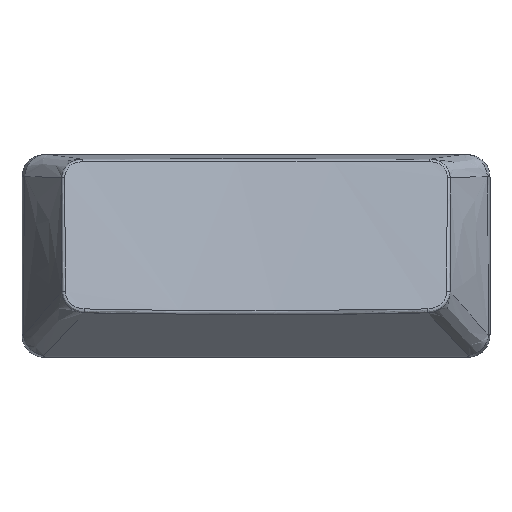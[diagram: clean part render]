
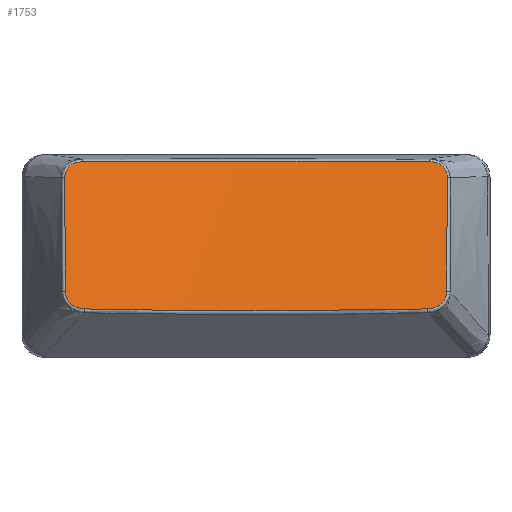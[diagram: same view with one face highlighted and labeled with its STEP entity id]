
A CAD part, top view. The second image highlights one B-rep face of the part: STEP entity #1753.
In plain terms, the highlighted free-form (B-spline) face has degree [1, 2] with [2, 3] control points.
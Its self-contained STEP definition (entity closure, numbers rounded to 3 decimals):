
#14=(
BOUNDED_SURFACE()
B_SPLINE_SURFACE(1,2,((#3953,#3954,#3955),(#3956,#3957,#3958)),
 .UNSPECIFIED.,.F.,.F.,.F.)
B_SPLINE_SURFACE_WITH_KNOTS((2,2),(3,3),(0.307,0.358),
(-1.633,-1.509),.UNSPECIFIED.)
GEOMETRIC_REPRESENTATION_ITEM()
RATIONAL_B_SPLINE_SURFACE(((1.,0.998,1.),(1.,0.998,
1.)))
REPRESENTATION_ITEM('')
SURFACE()
);
#159=B_SPLINE_CURVE_WITH_KNOTS('',3,(#3683,#3684,#3685,#3686),
 .UNSPECIFIED.,.F.,.F.,(4,4),(0.,1.061),.UNSPECIFIED.);
#160=B_SPLINE_CURVE_WITH_KNOTS('',3,(#3719,#3720,#3721,#3722,#3723,#3724),
 .UNSPECIFIED.,.F.,.F.,(4,1,1,4),(0.,0.07,0.139,
0.243),.UNSPECIFIED.);
#161=B_SPLINE_CURVE_WITH_KNOTS('',3,(#3747,#3748,#3749,#3750),
 .UNSPECIFIED.,.F.,.F.,(4,4),(0.,3.119),.UNSPECIFIED.);
#162=B_SPLINE_CURVE_WITH_KNOTS('',3,(#3783,#3784,#3785,#3786,#3787,#3788),
 .UNSPECIFIED.,.F.,.F.,(4,1,1,4),(0.,0.104,
0.174,0.243),.UNSPECIFIED.);
#164=B_SPLINE_CURVE_WITH_KNOTS('',3,(#3816,#3817,#3818,#3819),
 .UNSPECIFIED.,.F.,.F.,(4,4),(0.,1.061),
 .UNSPECIFIED.);
#166=B_SPLINE_CURVE_WITH_KNOTS('',3,(#3853,#3854,#3855,#3856,#3857),
 .UNSPECIFIED.,.F.,.F.,(4,1,4),(0.,0.112,0.262),
 .UNSPECIFIED.);
#168=B_SPLINE_CURVE_WITH_KNOTS('',3,(#3884,#3885,#3886,#3887),
 .UNSPECIFIED.,.F.,.F.,(4,4),(0.,3.087),
 .UNSPECIFIED.);
#169=B_SPLINE_CURVE_WITH_KNOTS('',3,(#3918,#3919,#3920,#3921,#3922,#3923),
 .UNSPECIFIED.,.F.,.F.,(4,1,1,4),(0.,0.112,
0.187,0.262),.UNSPECIFIED.);
#490=FACE_OUTER_BOUND('',#600,.T.);
#600=EDGE_LOOP('',(#1483,#1484,#1485,#1486,#1487,#1488,#1489,#1490));
#792=VERTEX_POINT('',#3679);
#793=VERTEX_POINT('',#3681);
#794=VERTEX_POINT('',#3717);
#795=VERTEX_POINT('',#3745);
#796=VERTEX_POINT('',#3781);
#797=VERTEX_POINT('',#3809);
#799=VERTEX_POINT('',#3845);
#801=VERTEX_POINT('',#3878);
#1028=EDGE_CURVE('',#793,#792,#159,.T.);
#1030=EDGE_CURVE('',#792,#794,#160,.T.);
#1032=EDGE_CURVE('',#794,#795,#161,.T.);
#1034=EDGE_CURVE('',#795,#796,#162,.T.);
#1037=EDGE_CURVE('',#796,#797,#164,.T.);
#1040=EDGE_CURVE('',#797,#799,#166,.T.);
#1043=EDGE_CURVE('',#799,#801,#168,.T.);
#1044=EDGE_CURVE('',#801,#793,#169,.T.);
#1483=ORIENTED_EDGE('',*,*,#1028,.F.);
#1484=ORIENTED_EDGE('',*,*,#1044,.F.);
#1485=ORIENTED_EDGE('',*,*,#1043,.F.);
#1486=ORIENTED_EDGE('',*,*,#1040,.F.);
#1487=ORIENTED_EDGE('',*,*,#1037,.F.);
#1488=ORIENTED_EDGE('',*,*,#1034,.F.);
#1489=ORIENTED_EDGE('',*,*,#1032,.F.);
#1490=ORIENTED_EDGE('',*,*,#1030,.F.);
#1753=ADVANCED_FACE('',(#490),#14,.T.);
#3679=CARTESIAN_POINT('',(-17.15,7.033,5.529));
#3681=CARTESIAN_POINT('',(-17.105,-3.168,8.451));
#3683=CARTESIAN_POINT('Ctrl Pts',(-17.105,-3.168,8.451));
#3684=CARTESIAN_POINT('Ctrl Pts',(-17.115,0.233,7.477));
#3685=CARTESIAN_POINT('Ctrl Pts',(-17.129,3.633,6.503));
#3686=CARTESIAN_POINT('Ctrl Pts',(-17.15,7.033,5.529));
#3717=CARTESIAN_POINT('',(-15.569,8.447,5.033));
#3719=CARTESIAN_POINT('Ctrl Pts',(-17.15,7.033,5.529));
#3720=CARTESIAN_POINT('Ctrl Pts',(-17.152,7.256,5.465));
#3721=CARTESIAN_POINT('Ctrl Pts',(-17.052,7.703,5.331));
#3722=CARTESIAN_POINT('Ctrl Pts',(-16.5,8.299,5.127));
#3723=CARTESIAN_POINT('Ctrl Pts',(-15.916,8.445,5.052));
#3724=CARTESIAN_POINT('Ctrl Pts',(-15.569,8.447,5.033));
#3745=CARTESIAN_POINT('',(15.569,8.447,5.033));
#3747=CARTESIAN_POINT('Ctrl Pts',(-15.569,8.447,5.033));
#3748=CARTESIAN_POINT('Ctrl Pts',(-5.201,8.498,4.451));
#3749=CARTESIAN_POINT('Ctrl Pts',(5.201,8.498,4.451));
#3750=CARTESIAN_POINT('Ctrl Pts',(15.569,8.447,5.033));
#3781=CARTESIAN_POINT('',(17.15,7.033,5.529));
#3783=CARTESIAN_POINT('Ctrl Pts',(15.569,8.447,5.033));
#3784=CARTESIAN_POINT('Ctrl Pts',(15.916,8.445,5.052));
#3785=CARTESIAN_POINT('Ctrl Pts',(16.5,8.299,5.127));
#3786=CARTESIAN_POINT('Ctrl Pts',(17.052,7.703,5.331));
#3787=CARTESIAN_POINT('Ctrl Pts',(17.152,7.256,5.465));
#3788=CARTESIAN_POINT('Ctrl Pts',(17.15,7.033,5.529));
#3809=CARTESIAN_POINT('',(17.105,-3.168,8.451));
#3816=CARTESIAN_POINT('Ctrl Pts',(17.15,7.033,5.529));
#3817=CARTESIAN_POINT('Ctrl Pts',(17.129,3.633,6.503));
#3818=CARTESIAN_POINT('Ctrl Pts',(17.115,0.233,7.477));
#3819=CARTESIAN_POINT('Ctrl Pts',(17.105,-3.168,8.451));
#3845=CARTESIAN_POINT('',(15.414,-4.762,8.812));
#3853=CARTESIAN_POINT('Ctrl Pts',(17.105,-3.168,8.451));
#3854=CARTESIAN_POINT('Ctrl Pts',(17.104,-3.527,8.554));
#3855=CARTESIAN_POINT('Ctrl Pts',(16.783,-4.371,8.777));
#3856=CARTESIAN_POINT('Ctrl Pts',(15.91,-4.751,8.836));
#3857=CARTESIAN_POINT('Ctrl Pts',(15.414,-4.762,8.812));
#3878=CARTESIAN_POINT('',(-15.414,-4.762,8.812));
#3884=CARTESIAN_POINT('Ctrl Pts',(15.414,-4.762,8.812));
#3885=CARTESIAN_POINT('Ctrl Pts',(5.147,-4.987,8.321));
#3886=CARTESIAN_POINT('Ctrl Pts',(-5.147,-4.987,8.321));
#3887=CARTESIAN_POINT('Ctrl Pts',(-15.414,-4.762,8.812));
#3918=CARTESIAN_POINT('Ctrl Pts',(-15.414,-4.762,8.812));
#3919=CARTESIAN_POINT('Ctrl Pts',(-15.786,-4.754,8.83));
#3920=CARTESIAN_POINT('Ctrl Pts',(-16.409,-4.554,8.807));
#3921=CARTESIAN_POINT('Ctrl Pts',(-16.987,-3.888,8.65));
#3922=CARTESIAN_POINT('Ctrl Pts',(-17.104,-3.407,8.52));
#3923=CARTESIAN_POINT('Ctrl Pts',(-17.105,-3.168,8.451));
#3953=CARTESIAN_POINT('Ctrl Pts',(17.152,-4.814,8.926));
#3954=CARTESIAN_POINT('Ctrl Pts',(0.,-5.087,
7.971));
#3955=CARTESIAN_POINT('Ctrl Pts',(-17.152,-4.814,8.926));
#3956=CARTESIAN_POINT('Ctrl Pts',(17.152,8.672,5.059));
#3957=CARTESIAN_POINT('Ctrl Pts',(0.,8.398,
4.104));
#3958=CARTESIAN_POINT('Ctrl Pts',(-17.152,8.672,5.059));
